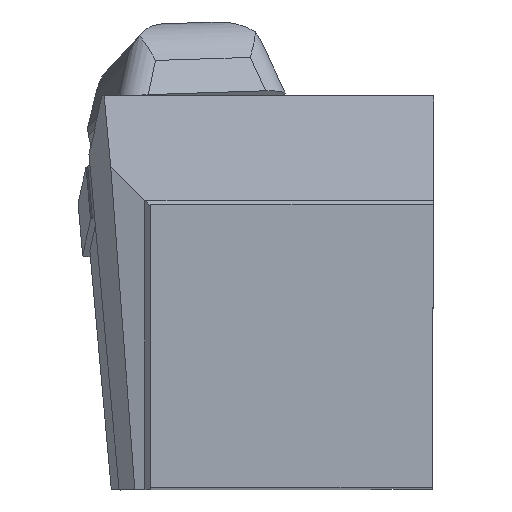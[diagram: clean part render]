
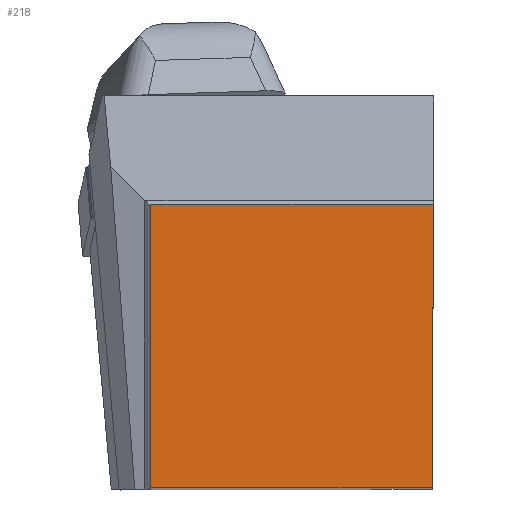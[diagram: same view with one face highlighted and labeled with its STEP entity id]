
A CAD part, top view. The second image highlights one B-rep face of the part: STEP entity #218.
In plain terms, the highlighted planar face has unit normal (0, 0, 1).
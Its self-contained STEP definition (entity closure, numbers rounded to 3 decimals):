
#154=FACE_OUTER_BOUND('',#602,.T.);
#218=ADVANCED_FACE('BLANK_BOXF006',(#154),#276,.F.);
#276=PLANE('',#1430);
#369=LINE('',#2088,#497);
#377=LINE('',#2104,#505);
#378=LINE('',#2106,#506);
#379=LINE('',#2108,#507);
#497=VECTOR('',#1652,1.);
#505=VECTOR('',#1664,1.);
#506=VECTOR('',#1667,1.);
#507=VECTOR('',#1668,1.);
#602=EDGE_LOOP('',(#787,#788,#789,#790));
#787=ORIENTED_EDGE('',*,*,#1208,.F.);
#788=ORIENTED_EDGE('',*,*,#1198,.F.);
#789=ORIENTED_EDGE('',*,*,#1207,.F.);
#790=ORIENTED_EDGE('',*,*,#1209,.F.);
#1061=VERTEX_POINT('',#2087);
#1062=VERTEX_POINT('',#2089);
#1067=VERTEX_POINT('',#2103);
#1068=VERTEX_POINT('',#2107);
#1198=EDGE_CURVE('',#1061,#1062,#369,.T.);
#1207=EDGE_CURVE('',#1067,#1061,#377,.T.);
#1208=EDGE_CURVE('',#1062,#1068,#378,.T.);
#1209=EDGE_CURVE('',#1068,#1067,#379,.T.);
#1430=AXIS2_PLACEMENT_3D('',#2109,#1669,#1670);
#1652=DIRECTION('',(-1.,0.,0.));
#1664=DIRECTION('',(-0.004,-1.,0.));
#1667=DIRECTION('',(0.,1.,0.));
#1668=DIRECTION('',(1.,0.,0.));
#1669=DIRECTION('',(0.,0.,-1.));
#1670=DIRECTION('',(-1.,0.,0.));
#2087=CARTESIAN_POINT('',(-0.11,0.,0.));
#2088=CARTESIAN_POINT('',(168.4,0.,0.));
#2089=CARTESIAN_POINT('',(-25.273,0.,0.));
#2103=CARTESIAN_POINT('',(0.,25.273,0.));
#2104=CARTESIAN_POINT('',(0.625,168.398,0.));
#2106=CARTESIAN_POINT('',(-25.273,-168.4,0.));
#2107=CARTESIAN_POINT('',(-25.273,25.273,0.));
#2108=CARTESIAN_POINT('',(-168.4,25.273,0.));
#2109=CARTESIAN_POINT('',(-47.75,-5.,0.));
